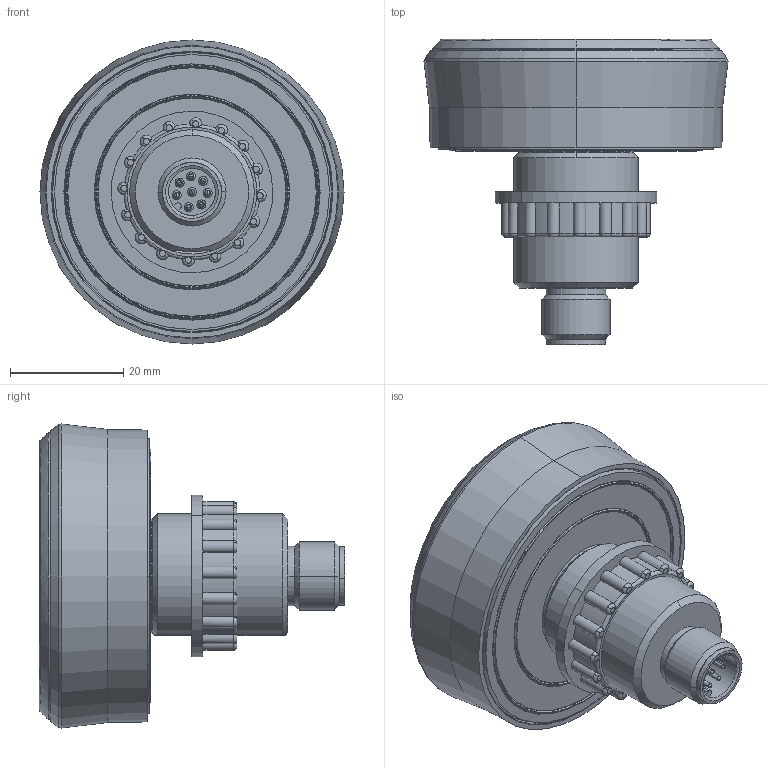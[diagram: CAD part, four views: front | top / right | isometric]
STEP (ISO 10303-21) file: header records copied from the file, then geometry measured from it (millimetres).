
FILE_DESCRIPTION (( 'STEP AP203' ), '1' );
FILE_NAME ('CAP000890-00.STEP', '2021-05-27T11:05:21', ( '' ), ( '' ), 'SwSTEP 2.0', 'SolidWorks 2020', '' );
FILE_SCHEMA (( 'CONFIG_CONTROL_DESIGN' ));
Length unit declared in the file: millimetre
Products named in the file (1): CAP000890-00
Bounding box: 53.61 x 53.84 x 53.61 mm (x, y, z)
Volume: 51695.1 mm3; surface area: 13616.5 mm2
Topology: 2 solids, 11 shells, 340 faces, 750 edges, 440 vertices
Faces by surface type: torus 114, cylinder 89, plane 59, cone 58, sphere 16, bspline 4
Entity records: 9721 total; most frequent: CARTESIAN_POINT 2051, DIRECTION 1850, ORIENTED_EDGE 1436, AXIS2_PLACEMENT_3D 847, EDGE_CURVE 718, CIRCLE 510, VERTEX_POINT 424, EDGE_LOOP 374
